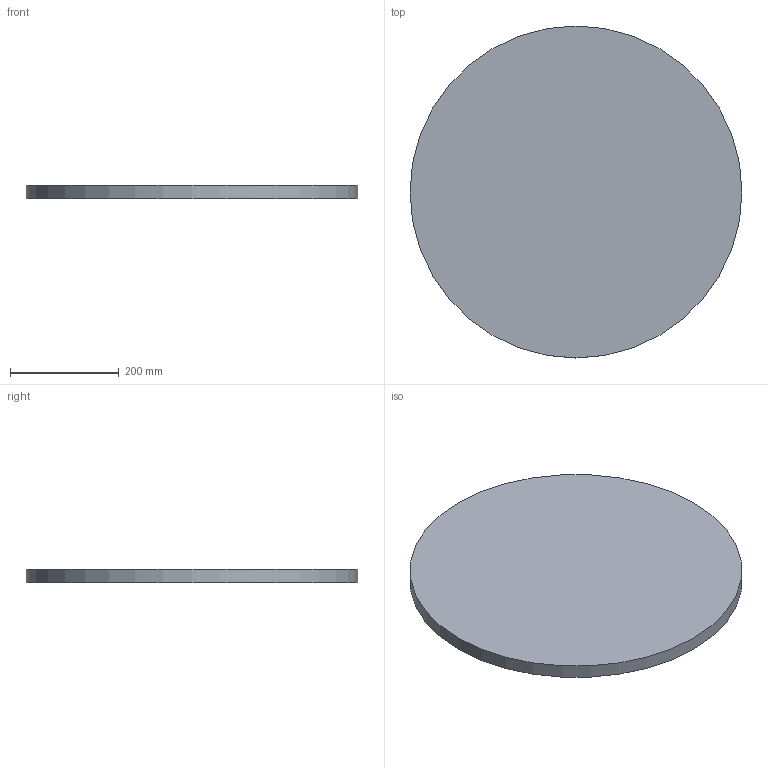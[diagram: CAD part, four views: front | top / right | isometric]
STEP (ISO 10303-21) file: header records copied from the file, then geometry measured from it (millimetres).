
FILE_DESCRIPTION(('FreeCAD Model'),'2;1');
FILE_NAME('Open CASCADE Shape Model','2022-06-16T14:26:32',('Author'),( ''),'Open CASCADE STEP processor 7.5','FreeCAD','Unknown');
FILE_SCHEMA(('AUTOMOTIVE_DESIGN { 1 0 10303 214 1 1 1 1 }'));
Length unit declared in the file: millimetre
Products named in the file (1): silent susan top
Bounding box: 609.6 x 609.6 x 25.4 mm (x, y, z)
Volume: 7216130.8 mm3; surface area: 659922.2 mm2
Topology: 1 solids, 1 shells, 63 faces, 132 edges, 74 vertices
Faces by surface type: plane 47, cylinder 16
Full cylindrical faces by diameter (mm): 401.32 x1, 431.8 x1, 609.6 x1
Entity records: 3374 total; most frequent: DIRECTION 568, CARTESIAN_POINT 534, LINE 296, VECTOR 296, ORIENTED_EDGE 264, PCURVE 264, DEFINITIONAL_REPRESENTATION 264, EDGE_CURVE 132
